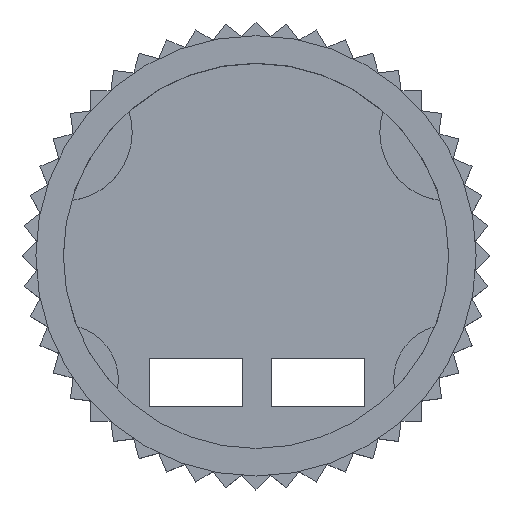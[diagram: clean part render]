
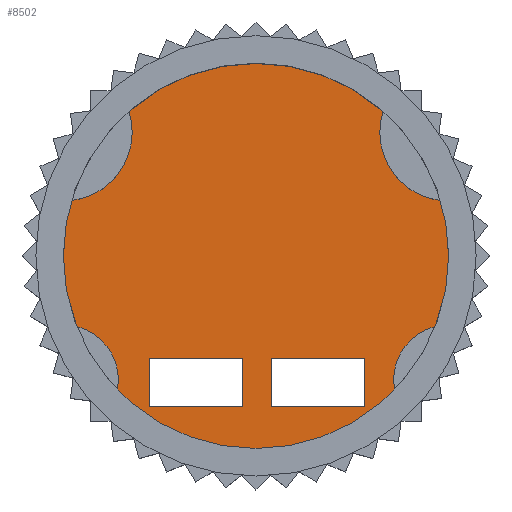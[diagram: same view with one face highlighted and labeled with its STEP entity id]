
A CAD part, top view. The second image highlights one B-rep face of the part: STEP entity #8502.
In plain terms, the highlighted planar face has unit normal (0, 0, 1).
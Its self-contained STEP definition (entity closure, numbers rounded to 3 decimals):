
#355=FACE_BOUND('',#1339,.T.);
#356=FACE_BOUND('',#1340,.T.);
#374=PLANE('',#9093);
#814=FACE_OUTER_BOUND('',#1338,.T.);
#1338=EDGE_LOOP('',(#6004));
#1339=EDGE_LOOP('',(#6005,#6006,#6007,#6008));
#1340=EDGE_LOOP('',(#6009,#6010,#6011,#6012));
#1863=LINE('',#12790,#2824);
#1865=LINE('',#12794,#2826);
#1867=LINE('',#12798,#2828);
#1869=LINE('',#12801,#2830);
#1871=LINE('',#12806,#2832);
#1873=LINE('',#12810,#2834);
#1875=LINE('',#12814,#2836);
#1877=LINE('',#12817,#2838);
#2824=VECTOR('',#9927,10.);
#2826=VECTOR('',#9931,10.);
#2828=VECTOR('',#9935,10.);
#2830=VECTOR('',#9939,10.);
#2832=VECTOR('',#9943,10.);
#2834=VECTOR('',#9947,10.);
#2836=VECTOR('',#9951,10.);
#2838=VECTOR('',#9955,10.);
#3776=CIRCLE('',#9094,14.);
#3832=VERTEX_POINT('',#12787);
#3833=VERTEX_POINT('',#12789);
#3834=VERTEX_POINT('',#12793);
#3835=VERTEX_POINT('',#12797);
#3836=VERTEX_POINT('',#12803);
#3837=VERTEX_POINT('',#12805);
#3838=VERTEX_POINT('',#12809);
#3839=VERTEX_POINT('',#12813);
#3840=VERTEX_POINT('',#12819);
#4680=EDGE_CURVE('',#3833,#3832,#1863,.T.);
#4682=EDGE_CURVE('',#3834,#3833,#1865,.T.);
#4684=EDGE_CURVE('',#3835,#3834,#1867,.T.);
#4686=EDGE_CURVE('',#3832,#3835,#1869,.T.);
#4688=EDGE_CURVE('',#3837,#3836,#1871,.T.);
#4690=EDGE_CURVE('',#3838,#3837,#1873,.T.);
#4692=EDGE_CURVE('',#3839,#3838,#1875,.T.);
#4694=EDGE_CURVE('',#3836,#3839,#1877,.T.);
#4695=EDGE_CURVE('',#3840,#3840,#3776,.T.);
#6004=ORIENTED_EDGE('',*,*,#4695,.F.);
#6005=ORIENTED_EDGE('',*,*,#4694,.T.);
#6006=ORIENTED_EDGE('',*,*,#4692,.T.);
#6007=ORIENTED_EDGE('',*,*,#4690,.T.);
#6008=ORIENTED_EDGE('',*,*,#4688,.T.);
#6009=ORIENTED_EDGE('',*,*,#4686,.T.);
#6010=ORIENTED_EDGE('',*,*,#4684,.T.);
#6011=ORIENTED_EDGE('',*,*,#4682,.T.);
#6012=ORIENTED_EDGE('',*,*,#4680,.T.);
#8502=ADVANCED_FACE('',(#814,#355,#356),#374,.F.);
#9093=AXIS2_PLACEMENT_3D('',#12818,#9956,#9957);
#9094=AXIS2_PLACEMENT_3D('',#12820,#9958,#9959);
#9927=DIRECTION('',(0.,-1.,0.));
#9931=DIRECTION('',(1.,0.,0.));
#9935=DIRECTION('',(0.,1.,0.));
#9939=DIRECTION('',(-1.,0.,0.));
#9943=DIRECTION('',(1.,0.,0.));
#9947=DIRECTION('',(0.,1.,0.));
#9951=DIRECTION('',(-1.,0.,0.));
#9955=DIRECTION('',(0.,-1.,0.));
#9956=DIRECTION('center_axis',(0.,0.,-1.));
#9957=DIRECTION('ref_axis',(1.,0.,0.));
#9958=DIRECTION('center_axis',(0.,0.,-1.));
#9959=DIRECTION('ref_axis',(1.,0.,0.));
#12787=CARTESIAN_POINT('',(-0.95,-10.95,-4.));
#12789=CARTESIAN_POINT('',(-0.95,-7.45,-4.));
#12790=CARTESIAN_POINT('',(-0.95,-7.45,-4.));
#12793=CARTESIAN_POINT('',(-7.75,-7.45,-4.));
#12794=CARTESIAN_POINT('',(-7.75,-7.45,-4.));
#12797=CARTESIAN_POINT('',(-7.75,-10.95,-4.));
#12798=CARTESIAN_POINT('',(-7.75,-10.95,-4.));
#12801=CARTESIAN_POINT('',(-0.95,-10.95,-4.));
#12803=CARTESIAN_POINT('',(7.9,-7.45,-4.));
#12805=CARTESIAN_POINT('',(1.1,-7.45,-4.));
#12806=CARTESIAN_POINT('',(1.1,-7.45,-4.));
#12809=CARTESIAN_POINT('',(1.1,-10.95,-4.));
#12810=CARTESIAN_POINT('',(1.1,-10.95,-4.));
#12813=CARTESIAN_POINT('',(7.9,-10.95,-4.));
#12814=CARTESIAN_POINT('',(7.9,-10.95,-4.));
#12817=CARTESIAN_POINT('',(7.9,-7.45,-4.));
#12818=CARTESIAN_POINT('Origin',(0.,0.,-4.));
#12819=CARTESIAN_POINT('',(-14.,0.,-4.));
#12820=CARTESIAN_POINT('Origin',(0.,0.,-4.));
